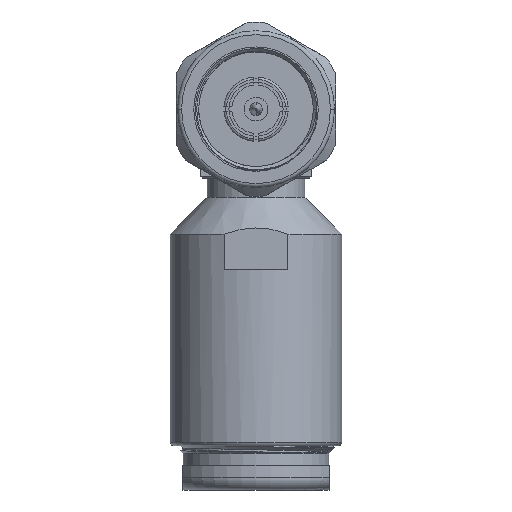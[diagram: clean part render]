
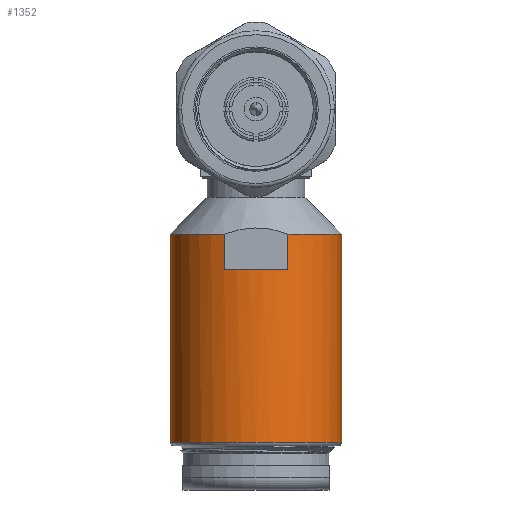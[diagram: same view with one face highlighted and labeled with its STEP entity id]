
A CAD part, front view. The second image highlights one B-rep face of the part: STEP entity #1352.
In plain terms, the highlighted cylindrical face has radius 11.113 mm (diameter 22.225 mm), a partial arc.
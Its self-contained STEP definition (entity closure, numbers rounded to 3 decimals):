
#12 = DIRECTION ( 'NONE',  ( 0., 0., 1. ) ) ;
#157 = AXIS2_PLACEMENT_3D ( 'NONE', #8267, #2680, #9554 ) ;
#307 = LINE ( 'NONE', #6855, #2047 ) ;
#790 = CARTESIAN_POINT ( 'NONE',  ( -11.112, 0., -50.267 ) ) ;
#820 = CARTESIAN_POINT ( 'NONE',  ( 0., 0., -27.915 ) ) ;
#1081 = AXIS2_PLACEMENT_3D ( 'NONE', #10211, #1371, #5661 ) ;
#1352 = ADVANCED_FACE ( 'NONE', ( #10644 ), #13460, .T. ) ;
#1371 = DIRECTION ( 'NONE',  ( 0., 0., 1. ) ) ;
#1996 = VERTEX_POINT ( 'NONE', #8617 ) ;
#2047 = VECTOR ( 'NONE', #10261, 1000. ) ;
#2149 = CARTESIAN_POINT ( 'NONE',  ( 4.137, -10.314, -23.317 ) ) ;
#2196 = CARTESIAN_POINT ( 'NONE',  ( 11.112, 0., -50.267 ) ) ;
#2356 = DIRECTION ( 'NONE',  ( 0., 0., 1. ) ) ;
#2443 = CARTESIAN_POINT ( 'NONE',  ( -11.112, 0., -23.317 ) ) ;
#2501 = VECTOR ( 'NONE', #2647, 1000. ) ;
#2574 = EDGE_CURVE ( 'NONE', #7951, #5746, #3922, .T. ) ;
#2647 = DIRECTION ( 'NONE',  ( 0., 0., -1. ) ) ;
#2680 = DIRECTION ( 'NONE',  ( 0., 0., 1. ) ) ;
#3405 = ORIENTED_EDGE ( 'NONE', *, *, #2574, .F. ) ;
#3634 = ORIENTED_EDGE ( 'NONE', *, *, #4177, .T. ) ;
#3833 = VERTEX_POINT ( 'NONE', #2443 ) ;
#3922 = CIRCLE ( 'NONE', #4303, 11.112 ) ;
#3923 = AXIS2_PLACEMENT_3D ( 'NONE', #10117, #2356, #7956 ) ;
#4177 = EDGE_CURVE ( 'NONE', #7951, #1996, #14135, .T. ) ;
#4303 = AXIS2_PLACEMENT_3D ( 'NONE', #11101, #13376, #8892 ) ;
#4405 = CARTESIAN_POINT ( 'NONE',  ( -11.112, 0., 0. ) ) ;
#4503 = ORIENTED_EDGE ( 'NONE', *, *, #7097, .T. ) ;
#4531 = EDGE_CURVE ( 'NONE', #7817, #5746, #7288, .T. ) ;
#5661 = DIRECTION ( 'NONE',  ( 1., 0., 0. ) ) ;
#5746 = VERTEX_POINT ( 'NONE', #6238 ) ;
#5767 = CARTESIAN_POINT ( 'NONE',  ( -4.137, -10.314, -23.317 ) ) ;
#5920 = CARTESIAN_POINT ( 'NONE',  ( -4.137, -10.314, -27.915 ) ) ;
#6238 = CARTESIAN_POINT ( 'NONE',  ( 11.112, 0., -23.317 ) ) ;
#6855 = CARTESIAN_POINT ( 'NONE',  ( -4.137, -10.314, 0. ) ) ;
#6925 = ORIENTED_EDGE ( 'NONE', *, *, #12492, .F. ) ;
#7097 = EDGE_CURVE ( 'NONE', #7256, #14502, #307, .T. ) ;
#7126 = ORIENTED_EDGE ( 'NONE', *, *, #8067, .T. ) ;
#7158 = DIRECTION ( 'NONE',  ( 0., 0., 1. ) ) ;
#7251 = CARTESIAN_POINT ( 'NONE',  ( 4.137, -10.314, 0. ) ) ;
#7256 = VERTEX_POINT ( 'NONE', #5920 ) ;
#7288 = LINE ( 'NONE', #11798, #7427 ) ;
#7427 = VECTOR ( 'NONE', #7158, 1000. ) ;
#7684 = EDGE_CURVE ( 'NONE', #1996, #7256, #11601, .T. ) ;
#7817 = VERTEX_POINT ( 'NONE', #2196 ) ;
#7951 = VERTEX_POINT ( 'NONE', #2149 ) ;
#7956 = DIRECTION ( 'NONE',  ( 1., 0., 0. ) ) ;
#8067 = EDGE_CURVE ( 'NONE', #11513, #7817, #9818, .T. ) ;
#8267 = CARTESIAN_POINT ( 'NONE',  ( 0., 0., -23.317 ) ) ;
#8420 = EDGE_LOOP ( 'NONE', ( #6925, #7126, #12835, #3405, #3634, #11219, #4503, #9341 ) ) ;
#8617 = CARTESIAN_POINT ( 'NONE',  ( 4.137, -10.314, -27.915 ) ) ;
#8892 = DIRECTION ( 'NONE',  ( 1., 0., 0. ) ) ;
#9266 = LINE ( 'NONE', #4405, #10463 ) ;
#9341 = ORIENTED_EDGE ( 'NONE', *, *, #11245, .F. ) ;
#9554 = DIRECTION ( 'NONE',  ( 1., 0., 0. ) ) ;
#9818 = CIRCLE ( 'NONE', #1081, 11.112 ) ;
#10117 = CARTESIAN_POINT ( 'NONE',  ( 0., 0., 0. ) ) ;
#10211 = CARTESIAN_POINT ( 'NONE',  ( 0., 0., -50.267 ) ) ;
#10261 = DIRECTION ( 'NONE',  ( 0., 0., 1. ) ) ;
#10315 = CIRCLE ( 'NONE', #157, 11.112 ) ;
#10463 = VECTOR ( 'NONE', #12, 1000. ) ;
#10644 = FACE_OUTER_BOUND ( 'NONE', #8420, .T. ) ;
#10841 = DIRECTION ( 'NONE',  ( -1., 0., 0. ) ) ;
#10892 = DIRECTION ( 'NONE',  ( 0., 0., -1. ) ) ;
#11084 = AXIS2_PLACEMENT_3D ( 'NONE', #820, #10892, #10841 ) ;
#11101 = CARTESIAN_POINT ( 'NONE',  ( 0., 0., -23.317 ) ) ;
#11219 = ORIENTED_EDGE ( 'NONE', *, *, #7684, .T. ) ;
#11245 = EDGE_CURVE ( 'NONE', #3833, #14502, #10315, .T. ) ;
#11513 = VERTEX_POINT ( 'NONE', #790 ) ;
#11601 = CIRCLE ( 'NONE', #11084, 11.112 ) ;
#11798 = CARTESIAN_POINT ( 'NONE',  ( 11.112, 0., 0. ) ) ;
#12492 = EDGE_CURVE ( 'NONE', #11513, #3833, #9266, .T. ) ;
#12835 = ORIENTED_EDGE ( 'NONE', *, *, #4531, .T. ) ;
#13376 = DIRECTION ( 'NONE',  ( 0., 0., 1. ) ) ;
#13460 = CYLINDRICAL_SURFACE ( 'NONE', #3923, 11.112 ) ;
#14135 = LINE ( 'NONE', #7251, #2501 ) ;
#14502 = VERTEX_POINT ( 'NONE', #5767 ) ;
